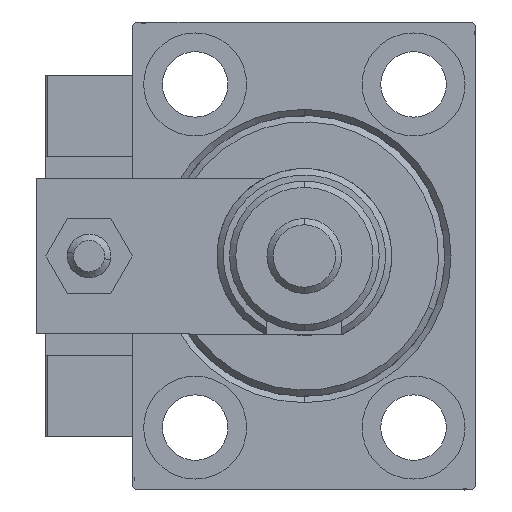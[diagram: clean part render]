
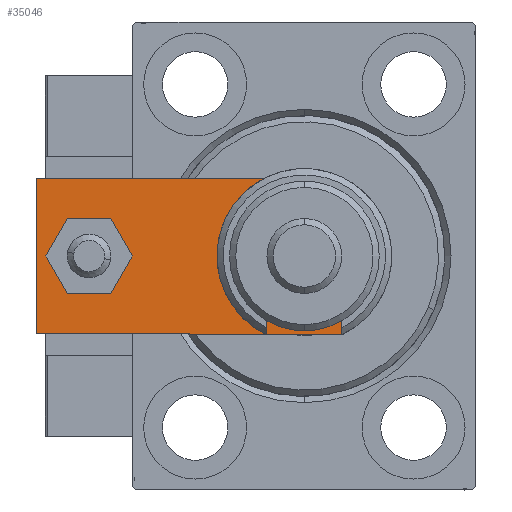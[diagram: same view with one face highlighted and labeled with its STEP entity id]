
A CAD part, left-side view. The second image highlights one B-rep face of the part: STEP entity #35046.
In plain terms, the highlighted face is planar.
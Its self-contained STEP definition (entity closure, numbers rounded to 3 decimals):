
#628 = DIRECTION ( 'NONE',  ( 1., 0., 0. ) ) ;
#891 = DIRECTION ( 'NONE',  ( 0., 0., 1. ) ) ;
#1607 = EDGE_LOOP ( 'NONE', ( #30996, #12779 ) ) ;
#3142 = ORIENTED_EDGE ( 'NONE', *, *, #37321, .T. ) ;
#4162 = DIRECTION ( 'NONE',  ( 0., 0., 1. ) ) ;
#4476 = AXIS2_PLACEMENT_3D ( 'NONE', #41325, #891, #628 ) ;
#5023 = DIRECTION ( 'NONE',  ( 0., 1., 0. ) ) ;
#6289 = EDGE_CURVE ( 'NONE', #27679, #47297, #40406, .T. ) ;
#7235 = CARTESIAN_POINT ( 'NONE',  ( -12.5, 55., 6. ) ) ;
#7267 = FACE_BOUND ( 'NONE', #1607, .T. ) ;
#7529 = CARTESIAN_POINT ( 'NONE',  ( 0., 0., 6. ) ) ;
#8541 = LINE ( 'NONE', #49232, #41966 ) ;
#10281 = DIRECTION ( 'NONE',  ( 0.707, 0.707, 0. ) ) ;
#10977 = CIRCLE ( 'NONE', #46012, 8.25 ) ;
#11440 = EDGE_LOOP ( 'NONE', ( #25669, #23285, #29591, #48695, #3142, #47185 ) ) ;
#11736 = DIRECTION ( 'NONE',  ( 0., 0., 1. ) ) ;
#11860 = EDGE_CURVE ( 'NONE', #16965, #17094, #10977, .T. ) ;
#12779 = ORIENTED_EDGE ( 'NONE', *, *, #43867, .F. ) ;
#12862 = CARTESIAN_POINT ( 'NONE',  ( 0., 46.5, 6. ) ) ;
#13110 = ORIENTED_EDGE ( 'NONE', *, *, #40577, .F. ) ;
#15181 = CARTESIAN_POINT ( 'NONE',  ( 12.5, 55., 6. ) ) ;
#15409 = CARTESIAN_POINT ( 'NONE',  ( -8.25, 12., 6. ) ) ;
#16283 = CARTESIAN_POINT ( 'NONE',  ( 0., 12., 6. ) ) ;
#16965 = VERTEX_POINT ( 'NONE', #15409 ) ;
#17020 = CARTESIAN_POINT ( 'NONE',  ( 0., 46.5, 6. ) ) ;
#17094 = VERTEX_POINT ( 'NONE', #36778 ) ;
#19018 = EDGE_CURVE ( 'NONE', #47041, #46865, #42706, .T. ) ;
#19172 = VECTOR ( 'NONE', #23470, 1000. ) ;
#19258 = AXIS2_PLACEMENT_3D ( 'NONE', #17020, #4162, #24508 ) ;
#19777 = DIRECTION ( 'NONE',  ( 1., 0., 0. ) ) ;
#20084 = DIRECTION ( 'NONE',  ( 0., -1., 0. ) ) ;
#20412 = VERTEX_POINT ( 'NONE', #48251 ) ;
#20542 = CARTESIAN_POINT ( 'NONE',  ( -12.5, 55., 6. ) ) ;
#21342 = VECTOR ( 'NONE', #50479, 1000. ) ;
#21468 = CIRCLE ( 'NONE', #42021, 4. ) ;
#22269 = EDGE_CURVE ( 'NONE', #47297, #47041, #8541, .T. ) ;
#22578 = CARTESIAN_POINT ( 'NONE',  ( 3.42, -3.42, 6. ) ) ;
#23018 = EDGE_CURVE ( 'NONE', #46865, #20412, #34884, .T. ) ;
#23285 = ORIENTED_EDGE ( 'NONE', *, *, #22269, .T. ) ;
#23324 = DIRECTION ( 'NONE',  ( 0., 0., 1. ) ) ;
#23470 = DIRECTION ( 'NONE',  ( -1., 0., 0. ) ) ;
#24171 = CARTESIAN_POINT ( 'NONE',  ( 12.5, 55., 6. ) ) ;
#24274 = CARTESIAN_POINT ( 'NONE',  ( 4., 46.5, 6. ) ) ;
#24508 = DIRECTION ( 'NONE',  ( 1., 0., 0. ) ) ;
#25584 = CARTESIAN_POINT ( 'NONE',  ( -12.5, 0., 6. ) ) ;
#25669 = ORIENTED_EDGE ( 'NONE', *, *, #6289, .T. ) ;
#27679 = VERTEX_POINT ( 'NONE', #20542 ) ;
#29591 = ORIENTED_EDGE ( 'NONE', *, *, #19018, .T. ) ;
#30996 = ORIENTED_EDGE ( 'NONE', *, *, #11860, .F. ) ;
#31685 = DIRECTION ( 'NONE',  ( 1., 0., 0. ) ) ;
#32111 = EDGE_CURVE ( 'NONE', #34810, #27679, #48094, .T. ) ;
#32142 = PLANE ( 'NONE',  #36337 ) ;
#32923 = DIRECTION ( 'NONE',  ( 0., 0., 1. ) ) ;
#34810 = VERTEX_POINT ( 'NONE', #24171 ) ;
#34884 = LINE ( 'NONE', #22578, #46292 ) ;
#35046 = ADVANCED_FACE ( 'NONE', ( #39643, #36686, #7267 ), #32142, .T. ) ;
#36337 = AXIS2_PLACEMENT_3D ( 'NONE', #7529, #23324, #39910 ) ;
#36686 = FACE_OUTER_BOUND ( 'NONE', #11440, .T. ) ;
#36778 = CARTESIAN_POINT ( 'NONE',  ( 8.25, 12., 6. ) ) ;
#37321 = EDGE_CURVE ( 'NONE', #20412, #34810, #50528, .T. ) ;
#37671 = CARTESIAN_POINT ( 'NONE',  ( -6.84, 0., 6. ) ) ;
#38975 = VECTOR ( 'NONE', #5023, 1000. ) ;
#39117 = CARTESIAN_POINT ( 'NONE',  ( 6.84, 0., 6. ) ) ;
#39643 = FACE_BOUND ( 'NONE', #51101, .T. ) ;
#39910 = DIRECTION ( 'NONE',  ( 1., 0., 0. ) ) ;
#40147 = VERTEX_POINT ( 'NONE', #44902 ) ;
#40406 = LINE ( 'NONE', #7235, #45076 ) ;
#40577 = EDGE_CURVE ( 'NONE', #42558, #40147, #21468, .T. ) ;
#40595 = CIRCLE ( 'NONE', #19258, 4. ) ;
#41325 = CARTESIAN_POINT ( 'NONE',  ( 0., 12., 6. ) ) ;
#41966 = VECTOR ( 'NONE', #52209, 1000. ) ;
#42021 = AXIS2_PLACEMENT_3D ( 'NONE', #12862, #32923, #31685 ) ;
#42558 = VERTEX_POINT ( 'NONE', #24274 ) ;
#42706 = LINE ( 'NONE', #25584, #21342 ) ;
#43867 = EDGE_CURVE ( 'NONE', #17094, #16965, #50663, .T. ) ;
#44902 = CARTESIAN_POINT ( 'NONE',  ( -4., 46.5, 6. ) ) ;
#45076 = VECTOR ( 'NONE', #20084, 1000. ) ;
#45106 = CARTESIAN_POINT ( 'NONE',  ( -12.5, 5.66, 6. ) ) ;
#46012 = AXIS2_PLACEMENT_3D ( 'NONE', #16283, #11736, #19777 ) ;
#46292 = VECTOR ( 'NONE', #10281, 1000. ) ;
#46865 = VERTEX_POINT ( 'NONE', #39117 ) ;
#47041 = VERTEX_POINT ( 'NONE', #37671 ) ;
#47185 = ORIENTED_EDGE ( 'NONE', *, *, #32111, .T. ) ;
#47297 = VERTEX_POINT ( 'NONE', #45106 ) ;
#48094 = LINE ( 'NONE', #15181, #19172 ) ;
#48251 = CARTESIAN_POINT ( 'NONE',  ( 12.5, 5.66, 6. ) ) ;
#48695 = ORIENTED_EDGE ( 'NONE', *, *, #23018, .T. ) ;
#49232 = CARTESIAN_POINT ( 'NONE',  ( -3.42, -3.42, 6. ) ) ;
#49994 = CARTESIAN_POINT ( 'NONE',  ( 12.5, 0., 6. ) ) ;
#50320 = ORIENTED_EDGE ( 'NONE', *, *, #51673, .F. ) ;
#50479 = DIRECTION ( 'NONE',  ( 1., 0., 0. ) ) ;
#50528 = LINE ( 'NONE', #49994, #38975 ) ;
#50663 = CIRCLE ( 'NONE', #4476, 8.25 ) ;
#51101 = EDGE_LOOP ( 'NONE', ( #50320, #13110 ) ) ;
#51673 = EDGE_CURVE ( 'NONE', #40147, #42558, #40595, .T. ) ;
#52209 = DIRECTION ( 'NONE',  ( 0.707, -0.707, 0. ) ) ;
